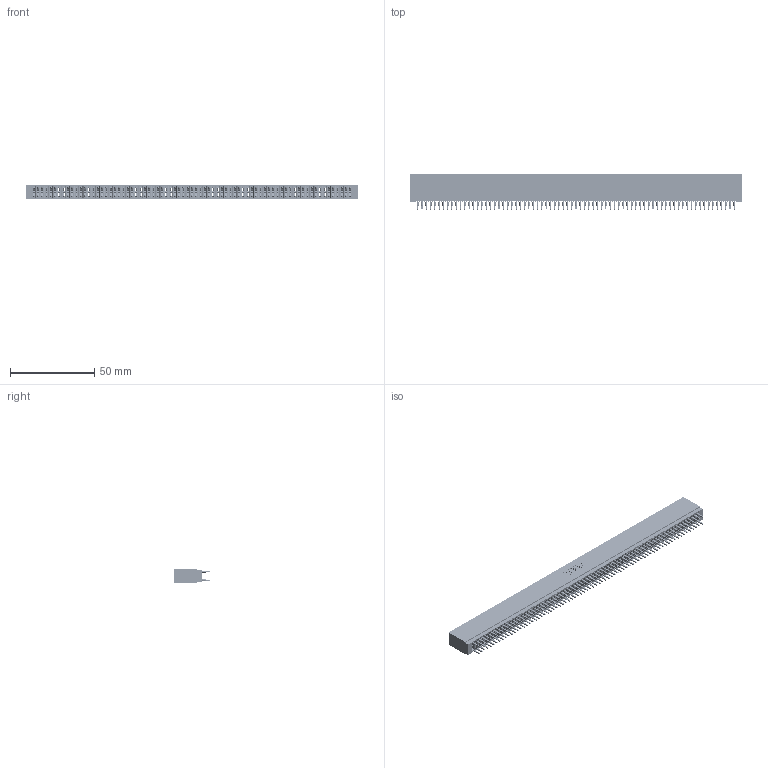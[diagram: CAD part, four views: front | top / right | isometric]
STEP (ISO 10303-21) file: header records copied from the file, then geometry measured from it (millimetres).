
FILE_DESCRIPTION (( 'STEP AP203' ), '1' );
FILE_NAME ('745-150-525-201.STEP', '2020-09-15T13:55:18', ( '' ), ( '' ), 'SwSTEP 2.0', 'SolidWorks 2020', '' );
FILE_SCHEMA (( 'CONFIG_CONTROL_DESIGN' ));
Length unit declared in the file: inch
Products named in the file (3): 745-150-525-201; 745 Part_Insulator Option - 01; 745-292-001_525
Assembly tree (151 placements, depth 2):
  745-150-525-201
    745 Part_Insulator Option - 01
    745-292-001_525  x150
Bounding box: 197.1 x 21.22 x 8.89 mm (x, y, z)
Volume: 17510.3 mm3; surface area: 36222.4 mm2
Topology: 151 solids, 151 shells, 13520 faces, 36333 edges, 22822 vertices
Faces by surface type: plane 6955, bspline 3000, cylinder 2665, torus 900
Entity records: 121765 total; most frequent: CARTESIAN_POINT 21611, ORIENTED_EDGE 21112, DIRECTION 18414, EDGE_CURVE 10556, LINE 9924, VECTOR 9924, VERTEX_POINT 6730, AXIS2_PLACEMENT_3D 4245
